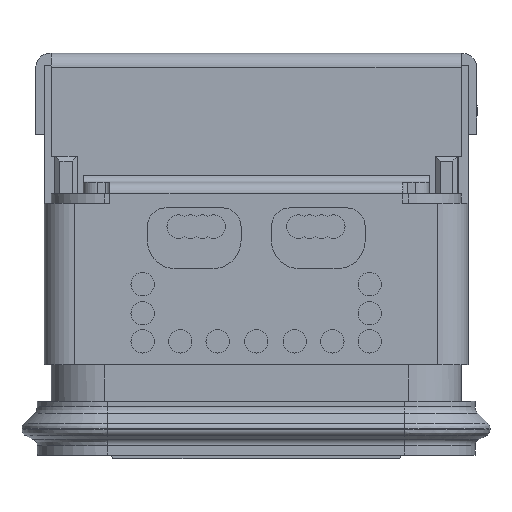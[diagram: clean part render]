
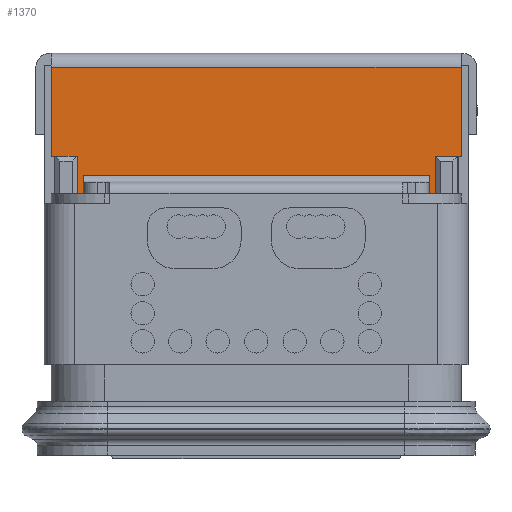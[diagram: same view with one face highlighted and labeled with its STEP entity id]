
A CAD part, top view. The second image highlights one B-rep face of the part: STEP entity #1370.
In plain terms, the highlighted planar face has unit normal (0, 0, 1).
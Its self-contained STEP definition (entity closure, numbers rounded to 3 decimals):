
#1370=ADVANCED_FACE('',(#2380),#1814,.T.);
#1814=PLANE('',#12537);
#2380=FACE_OUTER_BOUND('',#3036,.T.);
#3036=EDGE_LOOP('',(#6007,#6008,#6009,#6010,#6011,#6012,#6013,#6014,#6015,
#6016,#6017,#6018,#6019,#6020));
#6007=ORIENTED_EDGE('',*,*,#8878,.T.);
#6008=ORIENTED_EDGE('',*,*,#8877,.T.);
#6009=ORIENTED_EDGE('',*,*,#8899,.T.);
#6010=ORIENTED_EDGE('',*,*,#8897,.F.);
#6011=ORIENTED_EDGE('',*,*,#8872,.F.);
#6012=ORIENTED_EDGE('',*,*,#9098,.T.);
#6013=ORIENTED_EDGE('',*,*,#9100,.T.);
#6014=ORIENTED_EDGE('',*,*,#9101,.T.);
#6015=ORIENTED_EDGE('',*,*,#8892,.T.);
#6016=ORIENTED_EDGE('',*,*,#8993,.T.);
#6017=ORIENTED_EDGE('',*,*,#9102,.T.);
#6018=ORIENTED_EDGE('',*,*,#8971,.T.);
#6019=ORIENTED_EDGE('',*,*,#8870,.F.);
#6020=ORIENTED_EDGE('',*,*,#8868,.F.);
#7362=VERTEX_POINT('',#20062);
#7364=VERTEX_POINT('',#20066);
#7365=VERTEX_POINT('',#20071);
#7366=VERTEX_POINT('',#20075);
#7367=VERTEX_POINT('',#20076);
#7368=VERTEX_POINT('',#20081);
#7369=VERTEX_POINT('',#20083);
#7382=VERTEX_POINT('',#20115);
#7383=VERTEX_POINT('',#20116);
#7386=VERTEX_POINT('',#20125);
#7415=VERTEX_POINT('',#20271);
#7427=VERTEX_POINT('',#20313);
#7504=VERTEX_POINT('',#20526);
#7505=VERTEX_POINT('',#20530);
#8868=EDGE_CURVE('',#7364,#7362,#10175,.T.);
#8870=EDGE_CURVE('',#7362,#7365,#10177,.T.);
#8872=EDGE_CURVE('',#7366,#7367,#10179,.T.);
#8877=EDGE_CURVE('',#7368,#7369,#10182,.T.);
#8878=EDGE_CURVE('',#7364,#7368,#10183,.T.);
#8892=EDGE_CURVE('',#7382,#7383,#10193,.T.);
#8897=EDGE_CURVE('',#7367,#7386,#10196,.T.);
#8899=EDGE_CURVE('',#7369,#7386,#10198,.T.);
#8971=EDGE_CURVE('',#7415,#7365,#10258,.T.);
#8993=EDGE_CURVE('',#7383,#7427,#10278,.T.);
#9098=EDGE_CURVE('',#7366,#7504,#10351,.T.);
#9100=EDGE_CURVE('',#7504,#7505,#10353,.T.);
#9101=EDGE_CURVE('',#7505,#7382,#10354,.T.);
#9102=EDGE_CURVE('',#7427,#7415,#10355,.T.);
#10175=LINE('',#20067,#11371);
#10177=LINE('',#20070,#11373);
#10179=LINE('',#20074,#11375);
#10182=LINE('',#20084,#11378);
#10183=LINE('',#20086,#11379);
#10193=LINE('',#20114,#11389);
#10196=LINE('',#20124,#11392);
#10198=LINE('',#20128,#11394);
#10258=LINE('',#20270,#11454);
#10278=LINE('',#20314,#11474);
#10351=LINE('',#20525,#11547);
#10353=LINE('',#20529,#11549);
#10354=LINE('',#20531,#11550);
#10355=LINE('',#20532,#11551);
#11371=VECTOR('',#15139,1.);
#11373=VECTOR('',#15143,1.);
#11375=VECTOR('',#15147,1.);
#11378=VECTOR('',#15156,1.);
#11379=VECTOR('',#15159,1.);
#11389=VECTOR('',#15181,1.);
#11392=VECTOR('',#15190,1.);
#11394=VECTOR('',#15194,1.);
#11454=VECTOR('',#15362,1.);
#11474=VECTOR('',#15404,1.);
#11547=VECTOR('',#15601,1.);
#11549=VECTOR('',#15605,1.);
#11550=VECTOR('',#15606,1.);
#11551=VECTOR('',#15607,1.);
#12537=AXIS2_PLACEMENT_3D('',#20533,#15608,#15609);
#15139=DIRECTION('',(-1.,0.,0.));
#15143=DIRECTION('',(-1.,0.,0.));
#15147=DIRECTION('',(-1.,0.,0.));
#15156=DIRECTION('',(-1.,0.,0.));
#15159=DIRECTION('',(0.,1.,0.));
#15181=DIRECTION('',(1.,0.,0.));
#15190=DIRECTION('',(-1.,0.,0.));
#15194=DIRECTION('',(0.,-1.,0.));
#15362=DIRECTION('',(0.,1.,0.));
#15404=DIRECTION('',(0.,-1.,0.));
#15601=DIRECTION('',(0.,-1.,0.));
#15605=DIRECTION('',(1.,0.,0.));
#15606=DIRECTION('',(0.,1.,0.));
#15607=DIRECTION('',(1.,0.,0.));
#15608=DIRECTION('',(0.,0.,1.));
#15609=DIRECTION('',(1.,0.,0.));
#20062=CARTESIAN_POINT('',(4.304,6.45,0.13));
#20066=CARTESIAN_POINT('',(4.375,6.45,0.13));
#20067=CARTESIAN_POINT('',(3.825,6.45,0.13));
#20070=CARTESIAN_POINT('',(3.645,6.45,0.13));
#20071=CARTESIAN_POINT('',(3.825,6.45,0.13));
#20074=CARTESIAN_POINT('',(-4.025,6.45,0.13));
#20075=CARTESIAN_POINT('',(-3.825,6.45,0.13));
#20076=CARTESIAN_POINT('',(-4.304,6.45,0.13));
#20081=CARTESIAN_POINT('',(4.375,8.35,0.13));
#20083=CARTESIAN_POINT('',(-4.375,8.35,0.13));
#20084=CARTESIAN_POINT('',(0.,8.35,0.13));
#20086=CARTESIAN_POINT('',(4.375,14.759,0.13));
#20114=CARTESIAN_POINT('',(0.,6.05,0.13));
#20115=CARTESIAN_POINT('',(-3.695,6.05,0.13));
#20116=CARTESIAN_POINT('',(3.695,6.05,0.13));
#20124=CARTESIAN_POINT('',(-4.375,6.45,0.13));
#20125=CARTESIAN_POINT('',(-4.375,6.45,0.13));
#20128=CARTESIAN_POINT('',(-4.375,5.095,0.13));
#20270=CARTESIAN_POINT('',(3.825,5.65,0.13));
#20271=CARTESIAN_POINT('',(3.825,5.65,0.13));
#20313=CARTESIAN_POINT('',(3.695,5.65,0.13));
#20314=CARTESIAN_POINT('',(3.695,3.425,0.13));
#20525=CARTESIAN_POINT('',(-3.825,6.45,0.13));
#20526=CARTESIAN_POINT('',(-3.825,5.65,0.13));
#20529=CARTESIAN_POINT('',(-3.825,5.65,0.13));
#20530=CARTESIAN_POINT('',(-3.695,5.65,0.13));
#20531=CARTESIAN_POINT('',(-3.695,3.425,0.13));
#20532=CARTESIAN_POINT('',(-3.825,5.65,0.13));
#20533=CARTESIAN_POINT('',(0.,7.914,0.13));
